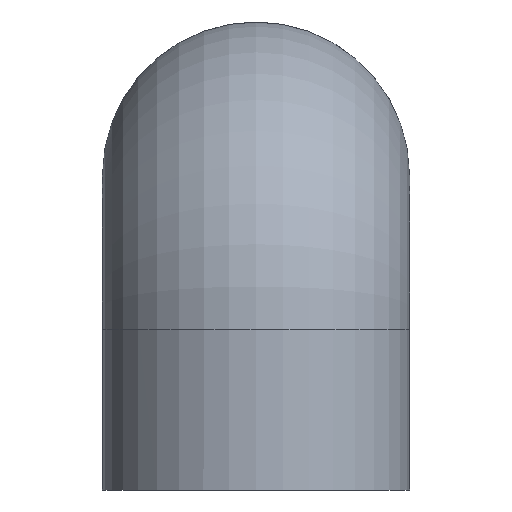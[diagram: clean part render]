
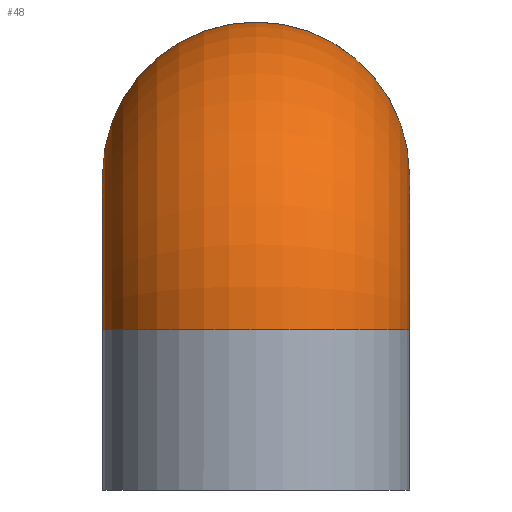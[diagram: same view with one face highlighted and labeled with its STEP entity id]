
A CAD part, left-side view. The second image highlights one B-rep face of the part: STEP entity #48.
In plain terms, the highlighted toroidal (fillet/blend) face has major radius 14.66 mm and minor radius 14.65 mm.
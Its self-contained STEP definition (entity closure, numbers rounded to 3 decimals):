
#48 = ADVANCED_FACE( '', ( #100, #101 ), #102, .T. );
#100 = FACE_OUTER_BOUND( '', #153, .T. );
#101 = FACE_OUTER_BOUND( '', #154, .T. );
#102 = TOROIDAL_SURFACE( '', #155, 14.66, 14.65 );
#153 = EDGE_LOOP( '', ( #213 ) );
#154 = EDGE_LOOP( '', ( #214, #215 ) );
#155 = AXIS2_PLACEMENT_3D( '', #216, #217, #218 );
#213 = ORIENTED_EDGE( '', *, *, #264, .T. );
#214 = ORIENTED_EDGE( '', *, *, #266, .F. );
#215 = ORIENTED_EDGE( '', *, *, #252, .F. );
#216 = CARTESIAN_POINT( '', ( 14.66, 0., -0.7 ) );
#217 = DIRECTION( '', ( 0., 1., 0. ) );
#218 = DIRECTION( '', ( 0., 0., 1. ) );
#252 = EDGE_CURVE( '', #276, #277, #279, .T. );
#264 = EDGE_CURVE( '', #297, #297, #298, .T. );
#266 = EDGE_CURVE( '', #277, #276, #300, .T. );
#276 = VERTEX_POINT( '', #312 );
#277 = VERTEX_POINT( '', #313 );
#279 = CIRCLE( '', #315, 14.65 );
#297 = VERTEX_POINT( '', #333 );
#298 = CIRCLE( '', #334, 14.65 );
#300 = CIRCLE( '', #336, 14.65 );
#312 = CARTESIAN_POINT( '', ( 14.66, -14.65, 13.98 ) );
#313 = CARTESIAN_POINT( '', ( 14.66, 14.65, 13.98 ) );
#315 = AXIS2_PLACEMENT_3D( '', #522, #523, #524 );
#333 = CARTESIAN_POINT( '', ( 14.65, 0., -0.7 ) );
#334 = AXIS2_PLACEMENT_3D( '', #543, #544, #545 );
#336 = AXIS2_PLACEMENT_3D( '', #546, #547, #548 );
#522 = CARTESIAN_POINT( '', ( 14.66, 0., 13.96 ) );
#523 = DIRECTION( '', ( 1., 0., 0. ) );
#524 = DIRECTION( '', ( 0., 0., -1. ) );
#543 = CARTESIAN_POINT( '', ( 0., 0., -0.7 ) );
#544 = DIRECTION( '', ( 0., 0., 1. ) );
#545 = DIRECTION( '', ( 1., 0., 0. ) );
#546 = CARTESIAN_POINT( '', ( 14.66, 0., 13.96 ) );
#547 = DIRECTION( '', ( 1., 0., 0. ) );
#548 = DIRECTION( '', ( 0., 0., -1. ) );
